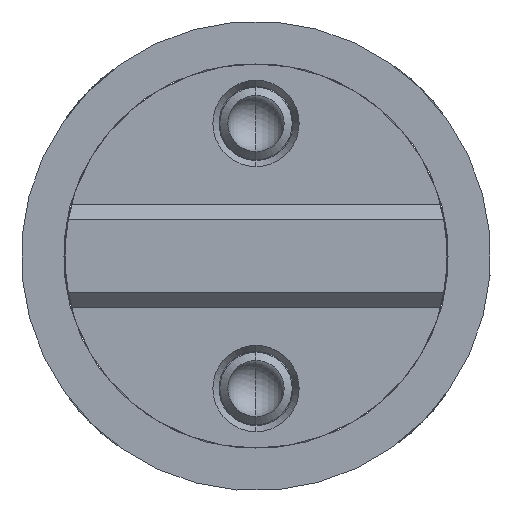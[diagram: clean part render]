
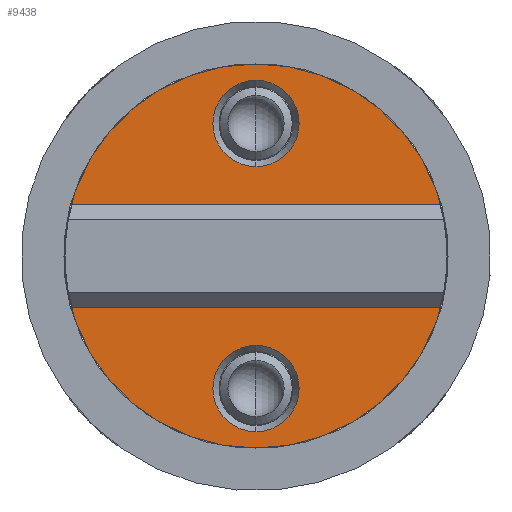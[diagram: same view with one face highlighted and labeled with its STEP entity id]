
A CAD part, left-side view. The second image highlights one B-rep face of the part: STEP entity #9438.
In plain terms, the highlighted planar face has unit normal (-1, 0, 0).
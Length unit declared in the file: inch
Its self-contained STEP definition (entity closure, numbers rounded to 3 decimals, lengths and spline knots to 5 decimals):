
#42 = DIRECTION ( 'NONE',  ( -1., 0., 0. ) ) ;
#75 = AXIS2_PLACEMENT_3D ( 'NONE', #722, #12102, #1642 ) ;
#77 = CARTESIAN_POINT ( 'NONE',  ( -1.0625, 0., 0. ) ) ;
#357 = DIRECTION ( 'NONE',  ( 0., 0., -1. ) ) ;
#379 = VERTEX_POINT ( 'NONE', #5115 ) ;
#454 = CIRCLE ( 'NONE', #8358, 0.112 ) ;
#479 = ORIENTED_EDGE ( 'NONE', *, *, #2702, .F. ) ;
#591 = CARTESIAN_POINT ( 'NONE',  ( -1.0625, 0., 0. ) ) ;
#685 = CIRCLE ( 'NONE', #9981, 0.4985 ) ;
#722 = CARTESIAN_POINT ( 'NONE',  ( -1.0625, 0., 0. ) ) ;
#724 = CARTESIAN_POINT ( 'NONE',  ( -1.0625, 0., -0.344 ) ) ;
#733 = CARTESIAN_POINT ( 'NONE',  ( -1.0625, 0.48701, -0.134 ) ) ;
#787 = DIRECTION ( 'NONE',  ( -1., 0., 0. ) ) ;
#830 = ORIENTED_EDGE ( 'NONE', *, *, #1778, .F. ) ;
#1174 = LINE ( 'NONE', #11506, #9463 ) ;
#1208 = VERTEX_POINT ( 'NONE', #8705 ) ;
#1269 = VERTEX_POINT ( 'NONE', #9824 ) ;
#1333 = EDGE_CURVE ( 'NONE', #9246, #1208, #454, .T. ) ;
#1554 = CARTESIAN_POINT ( 'NONE',  ( -1.0625, 0., 0. ) ) ;
#1642 = DIRECTION ( 'NONE',  ( 0., 0., 1. ) ) ;
#1729 = DIRECTION ( 'NONE',  ( 1., 0., 0. ) ) ;
#1766 = EDGE_LOOP ( 'NONE', ( #5016, #10140, #830, #3671 ) ) ;
#1778 = EDGE_CURVE ( 'NONE', #379, #12039, #11294, .T. ) ;
#1835 = VERTEX_POINT ( 'NONE', #3806 ) ;
#1850 = CIRCLE ( 'NONE', #3430, 0.112 ) ;
#1944 = VERTEX_POINT ( 'NONE', #2475 ) ;
#2036 = DIRECTION ( 'NONE',  ( 1., 0., 0. ) ) ;
#2180 = CARTESIAN_POINT ( 'NONE',  ( -1.0625, 0., 0.344 ) ) ;
#2250 = CARTESIAN_POINT ( 'NONE',  ( -1.0625, 0., 0.456 ) ) ;
#2335 = FACE_BOUND ( 'NONE', #1766, .T. ) ;
#2385 = DIRECTION ( 'NONE',  ( -1., 0., 0. ) ) ;
#2475 = CARTESIAN_POINT ( 'NONE',  ( -1.0625, 0., 0.4985 ) ) ;
#2563 = AXIS2_PLACEMENT_3D ( 'NONE', #77, #2036, #8594 ) ;
#2681 = VERTEX_POINT ( 'NONE', #11621 ) ;
#2702 = EDGE_CURVE ( 'NONE', #3457, #3314, #1850, .T. ) ;
#3208 = PLANE ( 'NONE',  #75 ) ;
#3314 = VERTEX_POINT ( 'NONE', #11282 ) ;
#3401 = DIRECTION ( 'NONE',  ( 0., 0., -1. ) ) ;
#3430 = AXIS2_PLACEMENT_3D ( 'NONE', #8413, #787, #3401 ) ;
#3457 = VERTEX_POINT ( 'NONE', #2250 ) ;
#3485 = DIRECTION ( 'NONE',  ( 0., 0., 1. ) ) ;
#3525 = DIRECTION ( 'NONE',  ( 0., 1., 0. ) ) ;
#3671 = ORIENTED_EDGE ( 'NONE', *, *, #8298, .T. ) ;
#3787 = AXIS2_PLACEMENT_3D ( 'NONE', #591, #5185, #4114 ) ;
#3806 = CARTESIAN_POINT ( 'NONE',  ( -1.0625, 0., -0.4985 ) ) ;
#4114 = DIRECTION ( 'NONE',  ( 0., 0., -1. ) ) ;
#4558 = DIRECTION ( 'NONE',  ( -1., 0., 0. ) ) ;
#4606 = ORIENTED_EDGE ( 'NONE', *, *, #11818, .F. ) ;
#4772 = CARTESIAN_POINT ( 'NONE',  ( -1.0625, 0., -0.232 ) ) ;
#4967 = DIRECTION ( 'NONE',  ( 0., -1., 0. ) ) ;
#4977 = CIRCLE ( 'NONE', #3787, 0.496 ) ;
#5016 = ORIENTED_EDGE ( 'NONE', *, *, #10996, .F. ) ;
#5081 = FACE_BOUND ( 'NONE', #5763, .T. ) ;
#5115 = CARTESIAN_POINT ( 'NONE',  ( -1.0625, -0.47756, -0.134 ) ) ;
#5185 = DIRECTION ( 'NONE',  ( -1., 0., 0. ) ) ;
#5292 = EDGE_CURVE ( 'NONE', #1208, #9246, #8794, .T. ) ;
#5763 = EDGE_LOOP ( 'NONE', ( #4606, #479 ) ) ;
#5794 = AXIS2_PLACEMENT_3D ( 'NONE', #6609, #42, #10469 ) ;
#6609 = CARTESIAN_POINT ( 'NONE',  ( -1.0625, 0., 0. ) ) ;
#6996 = FACE_OUTER_BOUND ( 'NONE', #7644, .T. ) ;
#7644 = EDGE_LOOP ( 'NONE', ( #9874, #8965 ) ) ;
#7701 = CIRCLE ( 'NONE', #11430, 0.112 ) ;
#7906 = CARTESIAN_POINT ( 'NONE',  ( -1.0625, 0., -0.344 ) ) ;
#8170 = ORIENTED_EDGE ( 'NONE', *, *, #1333, .F. ) ;
#8228 = DIRECTION ( 'NONE',  ( 0., 0., -1. ) ) ;
#8298 = EDGE_CURVE ( 'NONE', #379, #2681, #10207, .T. ) ;
#8358 = AXIS2_PLACEMENT_3D ( 'NONE', #7906, #2385, #357 ) ;
#8413 = CARTESIAN_POINT ( 'NONE',  ( -1.0625, 0., 0.344 ) ) ;
#8454 = EDGE_CURVE ( 'NONE', #1944, #1835, #8688, .T. ) ;
#8594 = DIRECTION ( 'NONE',  ( 0., 0., 1. ) ) ;
#8621 = DIRECTION ( 'NONE',  ( -1., 0., 0. ) ) ;
#8688 = CIRCLE ( 'NONE', #2563, 0.4985 ) ;
#8705 = CARTESIAN_POINT ( 'NONE',  ( -1.0625, 0., -0.456 ) ) ;
#8794 = CIRCLE ( 'NONE', #8998, 0.112 ) ;
#8863 = DIRECTION ( 'NONE',  ( 0., 0., -1. ) ) ;
#8965 = ORIENTED_EDGE ( 'NONE', *, *, #8971, .F. ) ;
#8971 = EDGE_CURVE ( 'NONE', #1835, #1944, #685, .T. ) ;
#8998 = AXIS2_PLACEMENT_3D ( 'NONE', #724, #4558, #8228 ) ;
#9091 = VECTOR ( 'NONE', #3525, 39.37008 ) ;
#9246 = VERTEX_POINT ( 'NONE', #4772 ) ;
#9438 = ADVANCED_FACE ( 'NONE', ( #5081, #10802, #6996, #2335 ), #3208, .F. ) ;
#9463 = VECTOR ( 'NONE', #4967, 39.37008 ) ;
#9824 = CARTESIAN_POINT ( 'NONE',  ( -1.0625, 0.47756, 0.134 ) ) ;
#9874 = ORIENTED_EDGE ( 'NONE', *, *, #8454, .F. ) ;
#9981 = AXIS2_PLACEMENT_3D ( 'NONE', #1554, #1729, #3485 ) ;
#10140 = ORIENTED_EDGE ( 'NONE', *, *, #12071, .T. ) ;
#10207 = LINE ( 'NONE', #733, #9091 ) ;
#10218 = CARTESIAN_POINT ( 'NONE',  ( -1.0625, -0.47756, 0.134 ) ) ;
#10236 = EDGE_LOOP ( 'NONE', ( #10404, #8170 ) ) ;
#10404 = ORIENTED_EDGE ( 'NONE', *, *, #5292, .F. ) ;
#10469 = DIRECTION ( 'NONE',  ( 0., 0., 1. ) ) ;
#10802 = FACE_BOUND ( 'NONE', #10236, .T. ) ;
#10996 = EDGE_CURVE ( 'NONE', #1269, #2681, #4977, .T. ) ;
#11282 = CARTESIAN_POINT ( 'NONE',  ( -1.0625, 0., 0.232 ) ) ;
#11294 = CIRCLE ( 'NONE', #5794, 0.496 ) ;
#11430 = AXIS2_PLACEMENT_3D ( 'NONE', #2180, #8621, #8863 ) ;
#11506 = CARTESIAN_POINT ( 'NONE',  ( -1.0625, -0.48701, 0.134 ) ) ;
#11621 = CARTESIAN_POINT ( 'NONE',  ( -1.0625, 0.47756, -0.134 ) ) ;
#11818 = EDGE_CURVE ( 'NONE', #3314, #3457, #7701, .T. ) ;
#12039 = VERTEX_POINT ( 'NONE', #10218 ) ;
#12071 = EDGE_CURVE ( 'NONE', #1269, #12039, #1174, .T. ) ;
#12102 = DIRECTION ( 'NONE',  ( 1., 0., 0. ) ) ;
